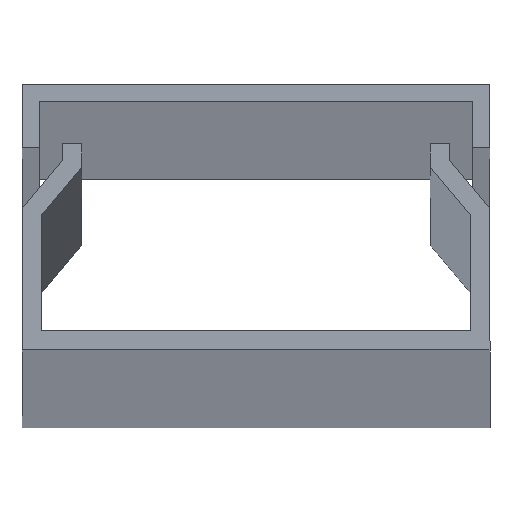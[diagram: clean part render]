
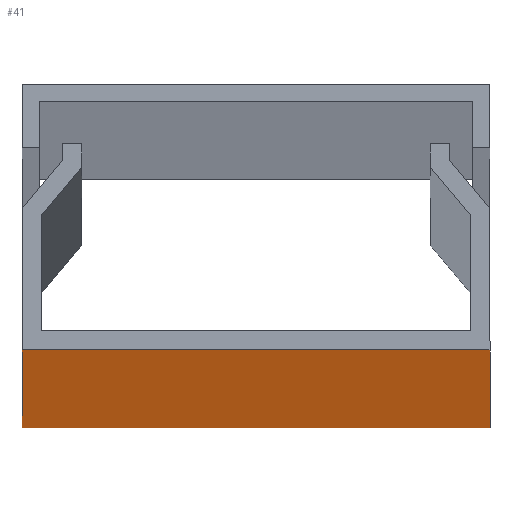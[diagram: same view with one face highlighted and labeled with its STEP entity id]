
A CAD part, top view. The second image highlights one B-rep face of the part: STEP entity #41.
In plain terms, the highlighted planar face has unit normal (0, -1, 0).
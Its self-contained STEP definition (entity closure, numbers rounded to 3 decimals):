
#11 = LINE ( 'NONE', #94, #534 ) ;
#14 = DIRECTION ( 'NONE',  ( 1., 0., 0. ) ) ;
#41 = ADVANCED_FACE ( 'NONE', ( #711 ), #828, .F. ) ;
#46 = VERTEX_POINT ( 'NONE', #450 ) ;
#56 = ORIENTED_EDGE ( 'NONE', *, *, #498, .T. ) ;
#71 = DIRECTION ( 'NONE',  ( 1., 0., 0. ) ) ;
#94 = CARTESIAN_POINT ( 'NONE',  ( 0., 0., 2100. ) ) ;
#101 = AXIS2_PLACEMENT_3D ( 'NONE', #590, #813, #893 ) ;
#123 = DIRECTION ( 'NONE',  ( 0., 0., -1. ) ) ;
#193 = ORIENTED_EDGE ( 'NONE', *, *, #913, .F. ) ;
#199 = CARTESIAN_POINT ( 'NONE',  ( -11., 0., 2100. ) ) ;
#202 = CARTESIAN_POINT ( 'NONE',  ( 11., 0., 2100. ) ) ;
#219 = VECTOR ( 'NONE', #71, 1000. ) ;
#229 = VERTEX_POINT ( 'NONE', #230 ) ;
#230 = CARTESIAN_POINT ( 'NONE',  ( 11., 0., 2100. ) ) ;
#258 = ORIENTED_EDGE ( 'NONE', *, *, #512, .F. ) ;
#260 = VECTOR ( 'NONE', #123, 1000. ) ;
#372 = CARTESIAN_POINT ( 'NONE',  ( 0., 0., 0. ) ) ;
#378 = VERTEX_POINT ( 'NONE', #925 ) ;
#446 = LINE ( 'NONE', #199, #260 ) ;
#450 = CARTESIAN_POINT ( 'NONE',  ( 11., 0., 0. ) ) ;
#498 = EDGE_CURVE ( 'NONE', #664, #378, #446, .T. ) ;
#512 = EDGE_CURVE ( 'NONE', #229, #46, #797, .T. ) ;
#534 = VECTOR ( 'NONE', #14, 1000. ) ;
#590 = CARTESIAN_POINT ( 'NONE',  ( 0., 0., 2100. ) ) ;
#598 = DIRECTION ( 'NONE',  ( 0., 0., -1. ) ) ;
#615 = LINE ( 'NONE', #372, #219 ) ;
#652 = EDGE_CURVE ( 'NONE', #378, #46, #615, .T. ) ;
#664 = VERTEX_POINT ( 'NONE', #966 ) ;
#711 = FACE_OUTER_BOUND ( 'NONE', #811, .T. ) ;
#760 = ORIENTED_EDGE ( 'NONE', *, *, #652, .T. ) ;
#797 = LINE ( 'NONE', #202, #869 ) ;
#811 = EDGE_LOOP ( 'NONE', ( #760, #258, #193, #56 ) ) ;
#813 = DIRECTION ( 'NONE',  ( 0., 1., 0. ) ) ;
#828 = PLANE ( 'NONE',  #101 ) ;
#869 = VECTOR ( 'NONE', #598, 1000. ) ;
#893 = DIRECTION ( 'NONE',  ( -1., 0., 0. ) ) ;
#913 = EDGE_CURVE ( 'NONE', #664, #229, #11, .T. ) ;
#925 = CARTESIAN_POINT ( 'NONE',  ( -11., 0., 0. ) ) ;
#966 = CARTESIAN_POINT ( 'NONE',  ( -11., 0., 2100. ) ) ;
